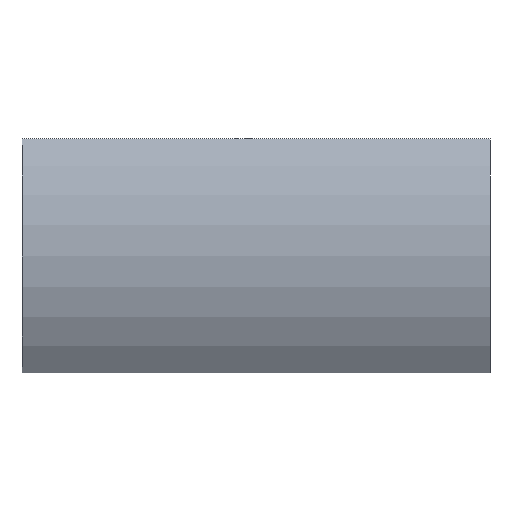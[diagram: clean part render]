
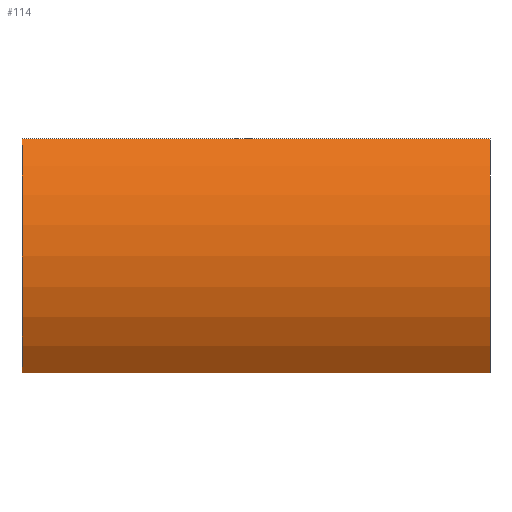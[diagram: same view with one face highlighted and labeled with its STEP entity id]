
A CAD part, left-side view. The second image highlights one B-rep face of the part: STEP entity #114.
In plain terms, the highlighted cylindrical face has radius 25.85 mm (diameter 51.7 mm), a partial arc.
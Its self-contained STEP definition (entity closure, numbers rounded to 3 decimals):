
#9 = DIRECTION ( 'NONE',  ( 0., -1., 0. ) ) ;
#11 = FACE_OUTER_BOUND ( 'NONE', #79, .T. ) ;
#14 = EDGE_CURVE ( 'NONE', #170, #146, #80, .T. ) ;
#20 = EDGE_CURVE ( 'NONE', #170, #65, #34, .T. ) ;
#23 = CARTESIAN_POINT ( 'NONE',  ( 4.355, 60., 0. ) ) ;
#29 = DIRECTION ( 'NONE',  ( 0., 0., -1. ) ) ;
#34 = CIRCLE ( 'NONE', #148, 25.85 ) ;
#40 = CARTESIAN_POINT ( 'NONE',  ( -16.698, 60., -15. ) ) ;
#60 = AXIS2_PLACEMENT_3D ( 'NONE', #23, #9, #29 ) ;
#65 = VERTEX_POINT ( 'NONE', #73 ) ;
#69 = DIRECTION ( 'NONE',  ( 0., 1., 0. ) ) ;
#70 = DIRECTION ( 'NONE',  ( 0., -1., 0. ) ) ;
#73 = CARTESIAN_POINT ( 'NONE',  ( -16.698, 60., 15. ) ) ;
#76 = CARTESIAN_POINT ( 'NONE',  ( 4.355, 0., 0. ) ) ;
#79 = EDGE_LOOP ( 'NONE', ( #89, #202, #161, #133 ) ) ;
#80 = LINE ( 'NONE', #40, #120 ) ;
#86 = CARTESIAN_POINT ( 'NONE',  ( -16.698, 0., -15. ) ) ;
#89 = ORIENTED_EDGE ( 'NONE', *, *, #116, .T. ) ;
#98 = EDGE_CURVE ( 'NONE', #65, #168, #124, .T. ) ;
#114 = ADVANCED_FACE ( 'NONE', ( #11 ), #149, .T. ) ;
#116 = EDGE_CURVE ( 'NONE', #146, #168, #143, .T. ) ;
#118 = AXIS2_PLACEMENT_3D ( 'NONE', #76, #69, #192 ) ;
#120 = VECTOR ( 'NONE', #187, 1000. ) ;
#124 = LINE ( 'NONE', #158, #203 ) ;
#132 = DIRECTION ( 'NONE',  ( 0., 0., 1. ) ) ;
#133 = ORIENTED_EDGE ( 'NONE', *, *, #14, .T. ) ;
#137 = CARTESIAN_POINT ( 'NONE',  ( -16.698, 60., -15. ) ) ;
#143 = CIRCLE ( 'NONE', #118, 25.85 ) ;
#146 = VERTEX_POINT ( 'NONE', #86 ) ;
#148 = AXIS2_PLACEMENT_3D ( 'NONE', #154, #167, #132 ) ;
#149 = CYLINDRICAL_SURFACE ( 'NONE', #60, 25.85 ) ;
#154 = CARTESIAN_POINT ( 'NONE',  ( 4.355, 60., 0. ) ) ;
#158 = CARTESIAN_POINT ( 'NONE',  ( -16.698, 60., 15. ) ) ;
#161 = ORIENTED_EDGE ( 'NONE', *, *, #20, .F. ) ;
#163 = CARTESIAN_POINT ( 'NONE',  ( -16.698, 0., 15. ) ) ;
#167 = DIRECTION ( 'NONE',  ( 0., 1., 0. ) ) ;
#168 = VERTEX_POINT ( 'NONE', #163 ) ;
#170 = VERTEX_POINT ( 'NONE', #137 ) ;
#187 = DIRECTION ( 'NONE',  ( 0., -1., 0. ) ) ;
#192 = DIRECTION ( 'NONE',  ( 0., 0., 1. ) ) ;
#202 = ORIENTED_EDGE ( 'NONE', *, *, #98, .F. ) ;
#203 = VECTOR ( 'NONE', #70, 1000. ) ;
